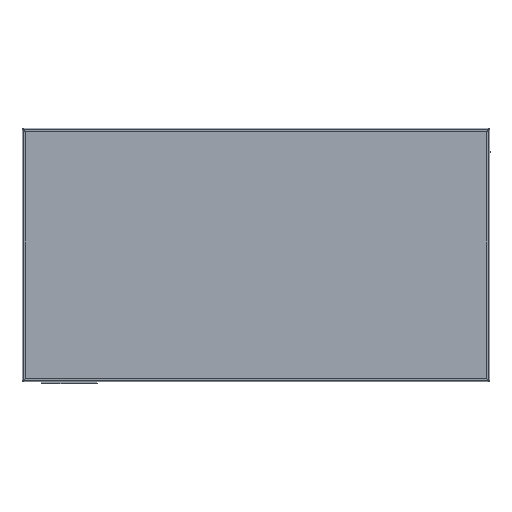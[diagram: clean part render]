
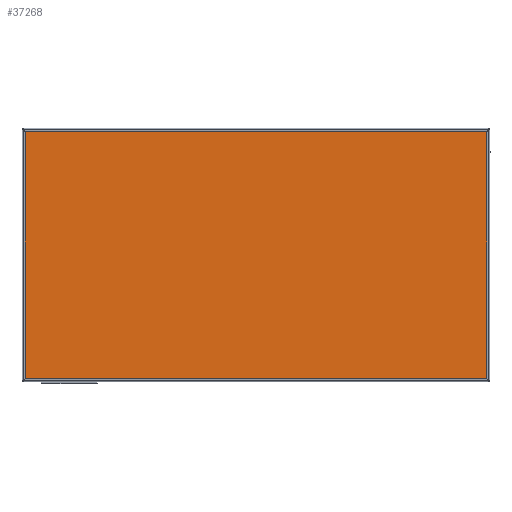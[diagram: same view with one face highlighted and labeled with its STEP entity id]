
A CAD part, top view. The second image highlights one B-rep face of the part: STEP entity #37268.
In plain terms, the highlighted planar face has unit normal (0, 0, 1).
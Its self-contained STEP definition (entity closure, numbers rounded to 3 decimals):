
#1262=PLANE('',#39495);
#2582=FACE_OUTER_BOUND('',#4638,.T.);
#4638=EDGE_LOOP('',(#24466,#24467,#24468,#24469));
#6913=LINE('',#53190,#10268);
#6914=LINE('',#53192,#10269);
#6915=LINE('',#53194,#10270);
#6916=LINE('',#53195,#10271);
#10268=VECTOR('',#43155,10.);
#10269=VECTOR('',#43156,10.);
#10270=VECTOR('',#43157,10.);
#10271=VECTOR('',#43158,10.);
#15210=VERTEX_POINT('',#53188);
#15211=VERTEX_POINT('',#53189);
#15212=VERTEX_POINT('',#53191);
#15213=VERTEX_POINT('',#53193);
#18868=EDGE_CURVE('',#15210,#15211,#6913,.T.);
#18869=EDGE_CURVE('',#15212,#15210,#6914,.T.);
#18870=EDGE_CURVE('',#15213,#15212,#6915,.T.);
#18871=EDGE_CURVE('',#15211,#15213,#6916,.T.);
#24466=ORIENTED_EDGE('',*,*,#18868,.F.);
#24467=ORIENTED_EDGE('',*,*,#18869,.F.);
#24468=ORIENTED_EDGE('',*,*,#18870,.F.);
#24469=ORIENTED_EDGE('',*,*,#18871,.F.);
#37268=ADVANCED_FACE('',(#2582),#1262,.T.);
#39495=AXIS2_PLACEMENT_3D('',#53187,#43153,#43154);
#43153=DIRECTION('center_axis',(0.,0.,
1.));
#43154=DIRECTION('ref_axis',(-1.,0.,0.));
#43155=DIRECTION('',(0.,-1.,0.));
#43156=DIRECTION('',(1.,0.,0.));
#43157=DIRECTION('',(0.,1.,0.));
#43158=DIRECTION('',(-1.,0.,0.));
#53187=CARTESIAN_POINT('Origin',(0.,0.,
0.));
#53188=CARTESIAN_POINT('',(495.,265.,0.));
#53189=CARTESIAN_POINT('',(495.,-265.,0.));
#53190=CARTESIAN_POINT('',(495.,-265.,0.));
#53191=CARTESIAN_POINT('',(-495.,265.,0.));
#53192=CARTESIAN_POINT('',(495.,265.,0.));
#53193=CARTESIAN_POINT('',(-495.,-265.,0.));
#53194=CARTESIAN_POINT('',(-495.,265.,0.));
#53195=CARTESIAN_POINT('',(-495.,-265.,0.));
